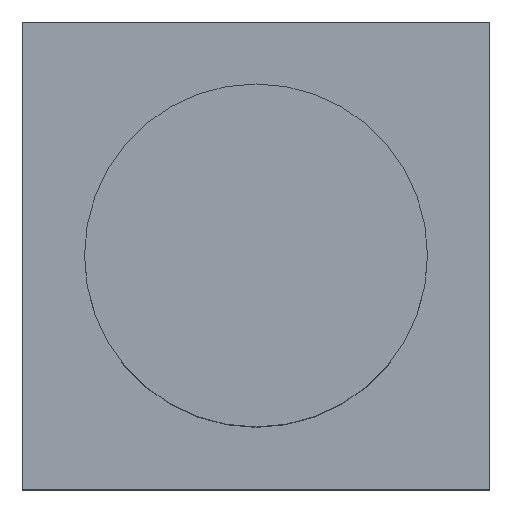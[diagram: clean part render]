
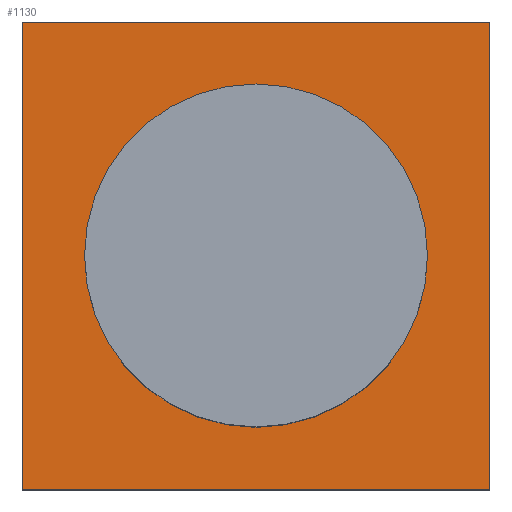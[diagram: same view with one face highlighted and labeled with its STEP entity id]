
A CAD part, top view. The second image highlights one B-rep face of the part: STEP entity #1130.
In plain terms, the highlighted planar face has unit normal (0, 0, 1).
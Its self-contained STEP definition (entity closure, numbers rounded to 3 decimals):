
#31=FACE_BOUND('',#196,.T.);
#53=PLANE('',#1227);
#123=FACE_OUTER_BOUND('',#195,.T.);
#195=EDGE_LOOP('',(#902,#903,#904,#905));
#196=EDGE_LOOP('',(#906));
#283=LINE('',#1677,#430);
#286=LINE('',#1683,#433);
#289=LINE('',#1689,#436);
#292=LINE('',#1693,#439);
#430=VECTOR('',#1370,10.);
#433=VECTOR('',#1375,10.);
#436=VECTOR('',#1380,10.);
#439=VECTOR('',#1385,10.);
#541=CIRCLE('',#1221,2.75);
#571=VERTEX_POINT('',#1666);
#574=VERTEX_POINT('',#1674);
#575=VERTEX_POINT('',#1676);
#577=VERTEX_POINT('',#1682);
#579=VERTEX_POINT('',#1688);
#688=EDGE_CURVE('',#571,#571,#541,.T.);
#691=EDGE_CURVE('',#575,#574,#283,.T.);
#694=EDGE_CURVE('',#577,#575,#286,.T.);
#697=EDGE_CURVE('',#579,#577,#289,.T.);
#700=EDGE_CURVE('',#574,#579,#292,.T.);
#902=ORIENTED_EDGE('',*,*,#700,.T.);
#903=ORIENTED_EDGE('',*,*,#697,.T.);
#904=ORIENTED_EDGE('',*,*,#694,.T.);
#905=ORIENTED_EDGE('',*,*,#691,.T.);
#906=ORIENTED_EDGE('',*,*,#688,.T.);
#1130=ADVANCED_FACE('',(#123,#31),#53,.T.);
#1221=AXIS2_PLACEMENT_3D('',#1668,#1362,#1363);
#1227=AXIS2_PLACEMENT_3D('',#1694,#1386,#1387);
#1362=DIRECTION('center_axis',(0.,0.,-1.));
#1363=DIRECTION('ref_axis',(-1.,0.,0.));
#1370=DIRECTION('',(0.,1.,0.));
#1375=DIRECTION('',(1.,0.,0.));
#1380=DIRECTION('',(0.,-1.,0.));
#1385=DIRECTION('',(-1.,0.,0.));
#1386=DIRECTION('center_axis',(0.,0.,1.));
#1387=DIRECTION('ref_axis',(1.,0.,0.));
#1666=CARTESIAN_POINT('',(2.75,0.,10.2));
#1668=CARTESIAN_POINT('Origin',(0.,0.,10.2));
#1674=CARTESIAN_POINT('',(3.75,3.75,10.2));
#1676=CARTESIAN_POINT('',(3.75,-3.75,10.2));
#1677=CARTESIAN_POINT('',(3.75,3.75,10.2));
#1682=CARTESIAN_POINT('',(-3.75,-3.75,10.2));
#1683=CARTESIAN_POINT('',(3.75,-3.75,10.2));
#1688=CARTESIAN_POINT('',(-3.75,3.75,10.2));
#1689=CARTESIAN_POINT('',(-3.75,-3.75,10.2));
#1693=CARTESIAN_POINT('',(-3.75,3.75,10.2));
#1694=CARTESIAN_POINT('Origin',(0.,0.,10.2));
